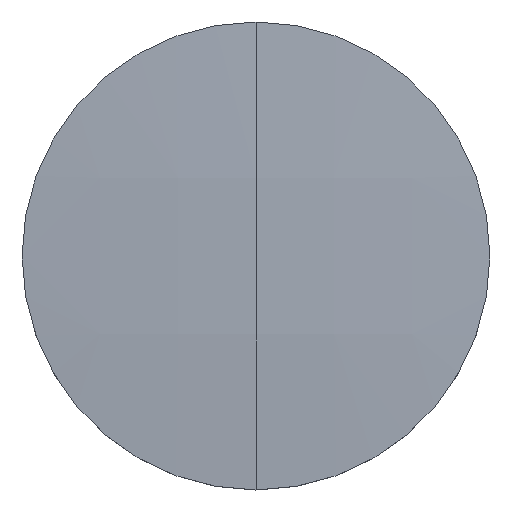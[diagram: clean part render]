
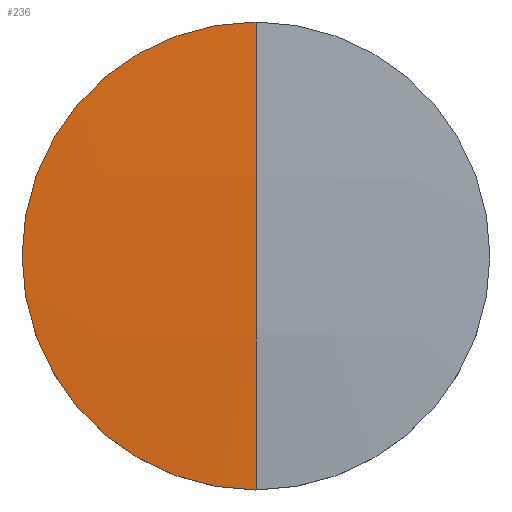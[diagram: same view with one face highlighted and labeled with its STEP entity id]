
A CAD part, top view. The second image highlights one B-rep face of the part: STEP entity #236.
In plain terms, the highlighted free-form (B-spline) face has degree [3, 3] with [4, 4] control points.
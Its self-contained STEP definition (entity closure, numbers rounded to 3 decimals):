
#1 = ORIENTED_EDGE ( 'NONE', *, *, #261, .F. ) ;
#6 = CARTESIAN_POINT ( 'NONE',  ( -4.254, 12.852, 3.6 ) ) ;
#13 = EDGE_CURVE ( 'NONE', #151, #41, #28, .T. ) ;
#17 = AXIS2_PLACEMENT_3D ( 'NONE', #222, #180, #272 ) ;
#19 =( BOUNDED_SURFACE ( )  B_SPLINE_SURFACE ( 3, 3, ( 
 ( #76, #203, #115, #139 ),
 ( #187, #52, #158, #29 ),
 ( #251, #51, #116, #119 ),
 ( #142, #6, #205, #73 ) ),
 .UNSPECIFIED., .F., .F., .T. ) 
 B_SPLINE_SURFACE_WITH_KNOTS ( ( 4, 4 ),
 ( 4, 4 ),
 ( 0., 1. ),
 ( 0., 1. ),
 .UNSPECIFIED. ) 
 GEOMETRIC_REPRESENTATION_ITEM ( )  RATIONAL_B_SPLINE_SURFACE ( (
 ( 1., 1., 1., 1.),
 ( 0.999, 0.998, 0.998, 0.999),
 ( 0.999, 0.998, 0.998, 0.999),
 ( 1., 1., 1., 1.) ) ) 
 REPRESENTATION_ITEM ( '' )  SURFACE ( )  );
#28 = CIRCLE ( 'NONE', #155, 206.8 ) ;
#29 = CARTESIAN_POINT ( 'NONE',  ( -12.784, -4.29, 3.738 ) ) ;
#41 = VERTEX_POINT ( 'NONE', #265 ) ;
#51 = CARTESIAN_POINT ( 'NONE',  ( -4.265, 4.29, 4.133 ) ) ;
#52 = CARTESIAN_POINT ( 'NONE',  ( -4.265, -4.29, 4.133 ) ) ;
#56 = DIRECTION ( 'NONE',  ( 1., 0., 0. ) ) ;
#66 = DIRECTION ( 'NONE',  ( 0., -1., 0. ) ) ;
#73 = CARTESIAN_POINT ( 'NONE',  ( -12.751, 12.852, 3.206 ) ) ;
#76 = CARTESIAN_POINT ( 'NONE',  ( 0., -12.852, 3.6 ) ) ;
#80 = EDGE_CURVE ( 'NONE', #248, #41, #230, .T. ) ;
#115 = CARTESIAN_POINT ( 'NONE',  ( -8.506, -12.852, 3.469 ) ) ;
#116 = CARTESIAN_POINT ( 'NONE',  ( -8.528, 4.29, 4.002 ) ) ;
#119 = CARTESIAN_POINT ( 'NONE',  ( -12.784, 4.29, 3.738 ) ) ;
#135 = CARTESIAN_POINT ( 'NONE',  ( 0., -12.7, 3.61 ) ) ;
#139 = CARTESIAN_POINT ( 'NONE',  ( -12.751, -12.852, 3.206 ) ) ;
#142 = CARTESIAN_POINT ( 'NONE',  ( 0., 12.852, 3.6 ) ) ;
#143 = AXIS2_PLACEMENT_3D ( 'NONE', #284, #259, #56 ) ;
#150 = CIRCLE ( 'NONE', #143, 12.7 ) ;
#151 = VERTEX_POINT ( 'NONE', #135 ) ;
#155 = AXIS2_PLACEMENT_3D ( 'NONE', #196, #175, #66 ) ;
#158 = CARTESIAN_POINT ( 'NONE',  ( -8.528, -4.29, 4.002 ) ) ;
#167 = ORIENTED_EDGE ( 'NONE', *, *, #80, .F. ) ;
#175 = DIRECTION ( 'NONE',  ( -1., 0., 0. ) ) ;
#180 = DIRECTION ( 'NONE',  ( 0., 0., -1. ) ) ;
#187 = CARTESIAN_POINT ( 'NONE',  ( 0., -4.29, 4.133 ) ) ;
#196 = CARTESIAN_POINT ( 'NONE',  ( 0., 0., -202.8 ) ) ;
#198 = EDGE_LOOP ( 'NONE', ( #1, #226, #167 ) ) ;
#203 = CARTESIAN_POINT ( 'NONE',  ( -4.254, -12.852, 3.6 ) ) ;
#205 = CARTESIAN_POINT ( 'NONE',  ( -8.506, 12.852, 3.469 ) ) ;
#214 = FACE_OUTER_BOUND ( 'NONE', #198, .T. ) ;
#222 = CARTESIAN_POINT ( 'NONE',  ( 0., 0., 3.61 ) ) ;
#226 = ORIENTED_EDGE ( 'NONE', *, *, #13, .T. ) ;
#230 = CIRCLE ( 'NONE', #17, 12.7 ) ;
#236 = ADVANCED_FACE ( 'NONE', ( #214 ), #19, .T. ) ;
#248 = VERTEX_POINT ( 'NONE', #275 ) ;
#251 = CARTESIAN_POINT ( 'NONE',  ( 0., 4.29, 4.133 ) ) ;
#259 = DIRECTION ( 'NONE',  ( 0., 0., -1. ) ) ;
#261 = EDGE_CURVE ( 'NONE', #151, #248, #150, .T. ) ;
#265 = CARTESIAN_POINT ( 'NONE',  ( 0., 12.7, 3.61 ) ) ;
#272 = DIRECTION ( 'NONE',  ( 1., 0., 0. ) ) ;
#275 = CARTESIAN_POINT ( 'NONE',  ( -12.7, 0., 3.61 ) ) ;
#284 = CARTESIAN_POINT ( 'NONE',  ( 0., 0., 3.61 ) ) ;
